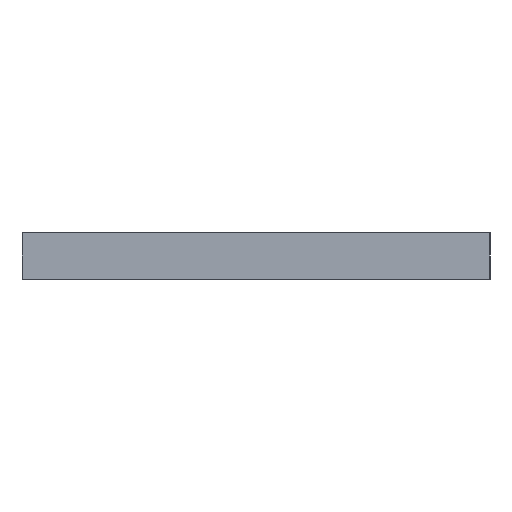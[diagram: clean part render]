
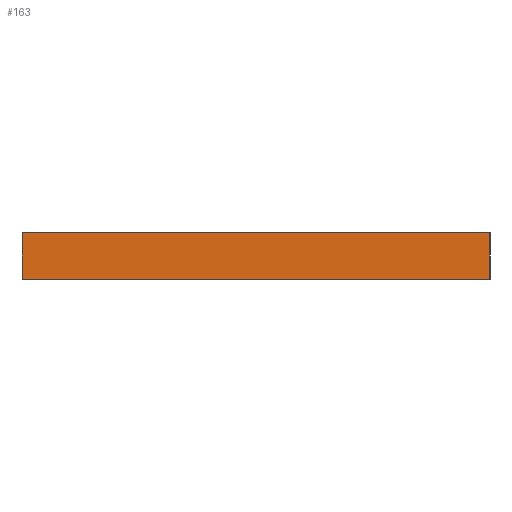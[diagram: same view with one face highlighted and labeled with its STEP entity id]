
A CAD part, left-side view. The second image highlights one B-rep face of the part: STEP entity #163.
In plain terms, the highlighted planar face has unit normal (-1, 0, 0).
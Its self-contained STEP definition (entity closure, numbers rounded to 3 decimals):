
#163=ADVANCED_FACE('',(#436),#437,.F.);
#436=FACE_OUTER_BOUND('',#934,.T.);
#437=PLANE('',#935);
#934=EDGE_LOOP('',(#1461,#1462,#1463,#1464));
#935=AXIS2_PLACEMENT_3D('',#1465,#1466,#1467);
#1461=ORIENTED_EDGE('',*,*,#2669,.T.);
#1462=ORIENTED_EDGE('',*,*,#2670,.F.);
#1463=ORIENTED_EDGE('',*,*,#2671,.F.);
#1464=ORIENTED_EDGE('',*,*,#2672,.F.);
#1465=CARTESIAN_POINT('',(0.0,20.0,2.0));
#1466=DIRECTION('',(1.0,0.0,0.0));
#1467=DIRECTION('',(0.0,0.0,-1.0));
#2669=EDGE_CURVE('',#3188,#3189,#3190,.T.);
#2670=EDGE_CURVE('',#3191,#3189,#3192,.T.);
#2671=EDGE_CURVE('',#3193,#3191,#3194,.T.);
#2672=EDGE_CURVE('',#3188,#3193,#3195,.T.);
#3188=VERTEX_POINT('',#3937);
#3189=VERTEX_POINT('',#3938);
#3190=LINE('',#3939,#3940);
#3191=VERTEX_POINT('',#3941);
#3192=LINE('',#3942,#3943);
#3193=VERTEX_POINT('',#3944);
#3194=LINE('',#3945,#3946);
#3195=LINE('',#3947,#3948);
#3937=CARTESIAN_POINT('',(0.0,40.0,4.0));
#3938=CARTESIAN_POINT('',(0.0,40.0,0.0));
#3939=CARTESIAN_POINT('',(0.0,40.0,2.0));
#3940=VECTOR('',#4780,1.0);
#3941=CARTESIAN_POINT('',(0.0,0.0,0.0));
#3942=CARTESIAN_POINT('',(0.0,20.0,0.0));
#3943=VECTOR('',#4781,1.0);
#3944=CARTESIAN_POINT('',(0.0,0.0,4.0));
#3945=CARTESIAN_POINT('',(0.0,0.0,2.0));
#3946=VECTOR('',#4782,1.0);
#3947=CARTESIAN_POINT('',(0.0,20.0,4.0));
#3948=VECTOR('',#4783,1.0);
#4780=DIRECTION('',(0.0,0.0,-1.0));
#4781=DIRECTION('',(0.0,1.0,0.0));
#4782=DIRECTION('',(0.0,0.0,-1.0));
#4783=DIRECTION('',(0.0,-1.0,0.0));
